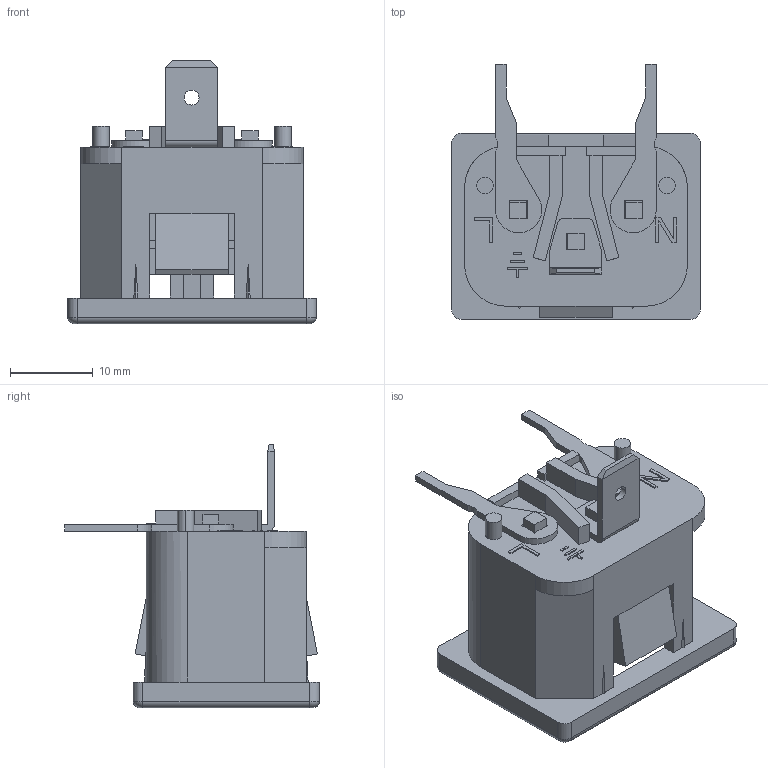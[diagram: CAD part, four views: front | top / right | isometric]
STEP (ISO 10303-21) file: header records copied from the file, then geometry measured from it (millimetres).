
FILE_DESCRIPTION (( 'STEP AP214' ), '1' );
FILE_NAME ('ACM-C4-N30BA-LC_3D.step', '2023-11-15T16:27:11', ( '' ), ( '' ), 'SwSTEP 2.0', 'SolidWorks 2022', '' );
FILE_SCHEMA (( 'AUTOMOTIVE_DESIGN' ));
Length unit declared in the file: inch
Products named in the file (1): ACM-C4-N30BA-LC_3D
Bounding box: 30 x 30.77 x 31.81 mm (x, y, z)
Volume: 4703.8 mm3; surface area: 6382.4 mm2
Topology: 7 solids, 7 shells, 354 faces, 978 edges, 635 vertices
Faces by surface type: plane 280, cylinder 62, torus 12
Entity records: 11363 total; most frequent: CARTESIAN_POINT 2056, ORIENTED_EDGE 1956, DIRECTION 1827, EDGE_CURVE 978, LINE 827, VECTOR 827, VERTEX_POINT 635, AXIS2_PLACEMENT_3D 500
